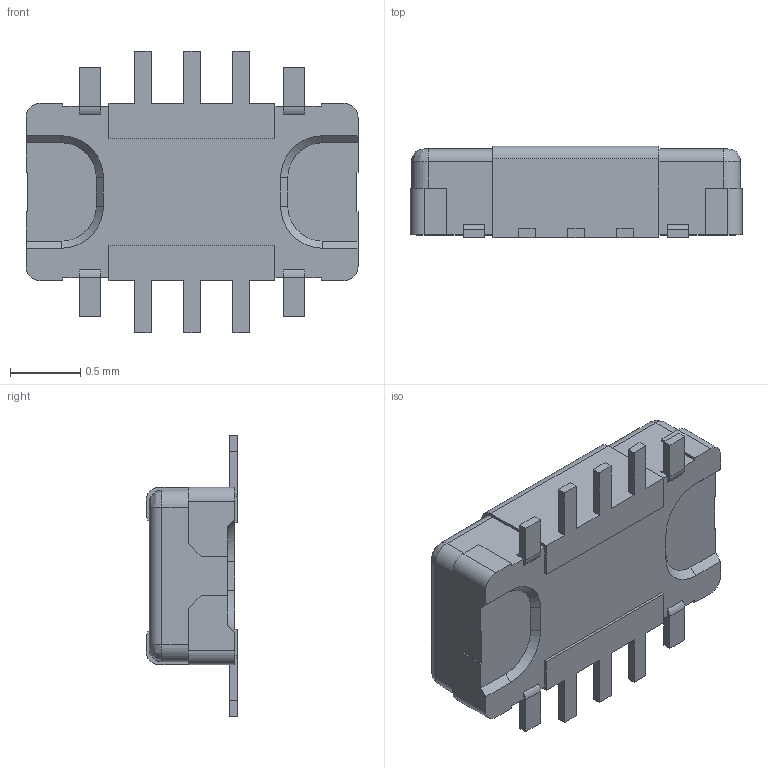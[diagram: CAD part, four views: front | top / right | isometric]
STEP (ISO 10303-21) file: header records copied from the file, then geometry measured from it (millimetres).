
FILE_DESCRIPTION((''),'2;1');
FILE_NAME('5052740612','2019-02-05T',('gga'),(''),'PRO/ENGINEER BY PARAMETRIC TECHNOLOGY CORPORATION, 2016010','PRO/ENGINEER BY PARAMETRIC TECHNOLOGY CORPORATION, 2016010','');
FILE_SCHEMA(('CONFIG_CONTROL_DESIGN'));
Length unit declared in the file: millimetre
Products named in the file (1): 5052740612
Bounding box: 2.36 x 0.65 x 2 mm (x, y, z)
Volume: 1.3 mm3; surface area: 13.3 mm2
Topology: 1 solids, 1 shells, 140 faces, 444 edges, 308 vertices
Faces by surface type: plane 106, cylinder 26, bspline 4, cone 4
Entity records: 4889 total; most frequent: CARTESIAN_POINT 909, ORIENTED_EDGE 804, DIRECTION 786, EDGE_CURVE 402, VECTOR 376, LINE 376, VERTEX_POINT 264, AXIS2_PLACEMENT_3D 205
